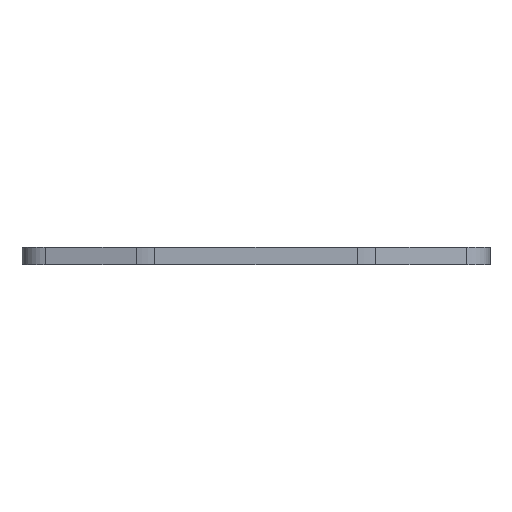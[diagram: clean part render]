
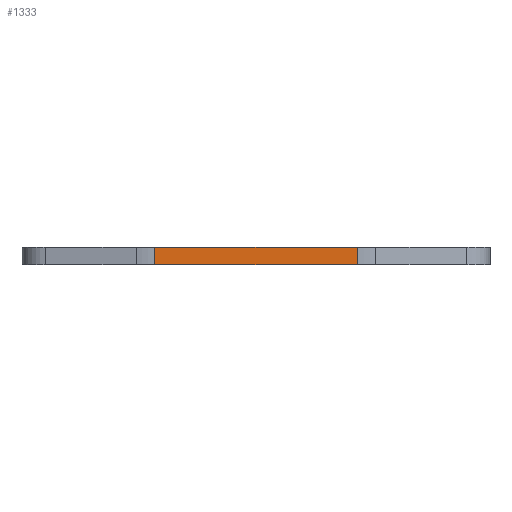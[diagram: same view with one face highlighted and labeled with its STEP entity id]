
A CAD part, front view. The second image highlights one B-rep face of the part: STEP entity #1333.
In plain terms, the highlighted planar face has unit normal (0, -1, 0).
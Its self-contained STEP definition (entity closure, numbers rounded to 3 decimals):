
#203=FACE_OUTER_BOUND('',#269,.T.);
#269=EDGE_LOOP('',(#1063,#1064,#1065,#1066));
#376=LINE('',#2116,#496);
#401=LINE('',#2206,#521);
#403=LINE('',#2211,#523);
#404=LINE('',#2212,#524);
#496=VECTOR('',#1712,10.);
#521=VECTOR('',#1805,10.);
#523=VECTOR('',#1811,10.);
#524=VECTOR('',#1812,10.);
#615=VERTEX_POINT('',#2109);
#618=VERTEX_POINT('',#2114);
#647=VERTEX_POINT('',#2202);
#649=VERTEX_POINT('',#2205);
#778=EDGE_CURVE('',#618,#615,#376,.T.);
#822=EDGE_CURVE('',#649,#647,#401,.T.);
#825=EDGE_CURVE('',#647,#615,#403,.T.);
#826=EDGE_CURVE('',#649,#618,#404,.T.);
#1063=ORIENTED_EDGE('',*,*,#822,.T.);
#1064=ORIENTED_EDGE('',*,*,#825,.T.);
#1065=ORIENTED_EDGE('',*,*,#778,.F.);
#1066=ORIENTED_EDGE('',*,*,#826,.F.);
#1276=PLANE('',#1469);
#1333=ADVANCED_FACE('',(#203),#1276,.F.);
#1469=AXIS2_PLACEMENT_3D('',#2210,#1809,#1810);
#1712=DIRECTION('',(0.,0.,1.));
#1805=DIRECTION('',(0.,0.,1.));
#1809=DIRECTION('center_axis',(0.,1.,0.));
#1810=DIRECTION('ref_axis',(-1.,0.,0.));
#1811=DIRECTION('',(-1.,0.,0.));
#1812=DIRECTION('',(-1.,0.,0.));
#2109=CARTESIAN_POINT('',(-11.915,-18.,29.3));
#2114=CARTESIAN_POINT('',(-11.915,-18.,27.3));
#2116=CARTESIAN_POINT('',(-11.915,-18.,27.3));
#2202=CARTESIAN_POINT('',(11.915,-18.,29.3));
#2205=CARTESIAN_POINT('',(11.915,-18.,27.3));
#2206=CARTESIAN_POINT('',(11.915,-18.,27.3));
#2210=CARTESIAN_POINT('Origin',(13.,-18.,27.3));
#2211=CARTESIAN_POINT('',(0.,-18.,29.3));
#2212=CARTESIAN_POINT('',(0.,-18.,27.3));
